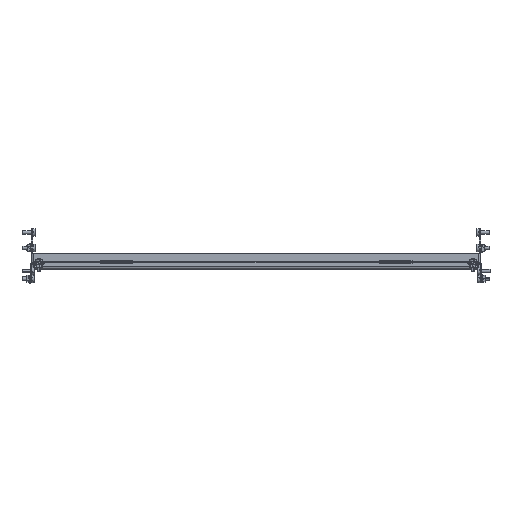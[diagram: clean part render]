
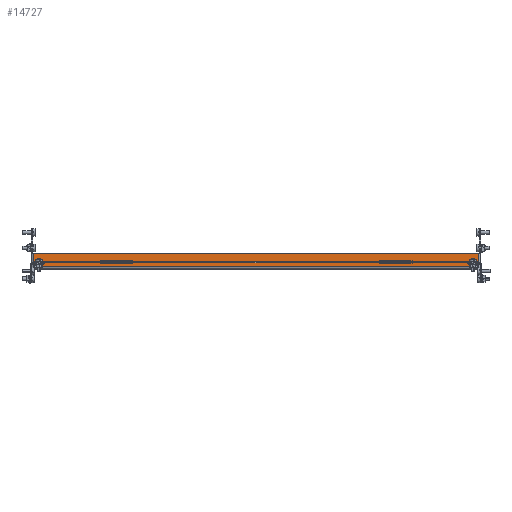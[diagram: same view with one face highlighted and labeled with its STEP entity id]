
A CAD part, front view. The second image highlights one B-rep face of the part: STEP entity #14727.
In plain terms, the highlighted face is planar.
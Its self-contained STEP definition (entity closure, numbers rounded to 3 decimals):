
#7 = CARTESIAN_POINT ( 'NONE',  ( 35., 65., -3.5 ) ) ;
#489 = ORIENTED_EDGE ( 'NONE', *, *, #25450, .F. ) ;
#939 = AXIS2_PLACEMENT_3D ( 'NONE', #46439, #9284, #3617 ) ;
#1199 = VERTEX_POINT ( 'NONE', #28143 ) ;
#1315 = LINE ( 'NONE', #25845, #6606 ) ;
#2096 = CARTESIAN_POINT ( 'NONE',  ( 35., 56., -110.5 ) ) ;
#2408 = EDGE_CURVE ( 'NONE', #53958, #32264, #37594, .T. ) ;
#3617 = DIRECTION ( 'NONE',  ( 0., 0., 1. ) ) ;
#4025 = CARTESIAN_POINT ( 'NONE',  ( 35., 65., -719.5 ) ) ;
#4416 = DIRECTION ( 'NONE',  ( 0., -1., 0. ) ) ;
#5724 = EDGE_CURVE ( 'NONE', #61881, #53958, #16745, .T. ) ;
#6068 = VERTEX_POINT ( 'NONE', #21704 ) ;
#6229 = VERTEX_POINT ( 'NONE', #13489 ) ;
#6231 = ORIENTED_EDGE ( 'NONE', *, *, #2408, .F. ) ;
#6606 = VECTOR ( 'NONE', #49456, 1000. ) ;
#8491 = CARTESIAN_POINT ( 'NONE',  ( 35., 56., -110.5 ) ) ;
#8642 = CARTESIAN_POINT ( 'NONE',  ( 35., 61.5, -719.5 ) ) ;
#8663 = LINE ( 'NONE', #13386, #16647 ) ;
#8936 = VECTOR ( 'NONE', #34288, 1000. ) ;
#9284 = DIRECTION ( 'NONE',  ( -1., 0., 0. ) ) ;
#9664 = CARTESIAN_POINT ( 'NONE',  ( 35., 56., -612.5 ) ) ;
#9850 = VECTOR ( 'NONE', #10255, 1000. ) ;
#10255 = DIRECTION ( 'NONE',  ( 0., 0., -1. ) ) ;
#11879 = VERTEX_POINT ( 'NONE', #24536 ) ;
#12159 = CARTESIAN_POINT ( 'NONE',  ( 35., 56., -560.5 ) ) ;
#12615 = ORIENTED_EDGE ( 'NONE', *, *, #38282, .F. ) ;
#12886 = VECTOR ( 'NONE', #21890, 1000. ) ;
#13386 = CARTESIAN_POINT ( 'NONE',  ( 35., 61.5, -719.5 ) ) ;
#13489 = CARTESIAN_POINT ( 'NONE',  ( 35., 56., -162.5 ) ) ;
#14000 = PLANE ( 'NONE',  #939 ) ;
#14084 = LINE ( 'NONE', #4025, #20706 ) ;
#14534 = EDGE_LOOP ( 'NONE', ( #489, #6231, #60947, #47699 ) ) ;
#14727 = ADVANCED_FACE ( 'NONE', ( #61507, #37314, #52384 ), #14000, .F. ) ;
#16647 = VECTOR ( 'NONE', #47676, 1000. ) ;
#16727 = EDGE_LOOP ( 'NONE', ( #46496, #50125, #22275, #33273 ) ) ;
#16745 = LINE ( 'NONE', #22698, #51953 ) ;
#16968 = EDGE_LOOP ( 'NONE', ( #42379, #55307, #12615, #57671 ) ) ;
#17229 = EDGE_CURVE ( 'NONE', #50578, #52301, #8663, .T. ) ;
#17371 = DIRECTION ( 'NONE',  ( 0., 0., -1. ) ) ;
#19045 = VECTOR ( 'NONE', #61108, 1000. ) ;
#20443 = VECTOR ( 'NONE', #57706, 1000. ) ;
#20706 = VECTOR ( 'NONE', #38011, 1000. ) ;
#21704 = CARTESIAN_POINT ( 'NONE',  ( 35., 52., -110.5 ) ) ;
#21890 = DIRECTION ( 'NONE',  ( 0., 0., 1. ) ) ;
#22275 = ORIENTED_EDGE ( 'NONE', *, *, #23462, .T. ) ;
#22698 = CARTESIAN_POINT ( 'NONE',  ( 35., 52., -612.5 ) ) ;
#23034 = LINE ( 'NONE', #27159, #19045 ) ;
#23462 = EDGE_CURVE ( 'NONE', #11879, #1199, #29146, .T. ) ;
#24415 = CARTESIAN_POINT ( 'NONE',  ( 35., 39.746, 0. ) ) ;
#24536 = CARTESIAN_POINT ( 'NONE',  ( 35., 39.746, -3.5 ) ) ;
#25450 = EDGE_CURVE ( 'NONE', #32264, #45638, #23034, .T. ) ;
#25845 = CARTESIAN_POINT ( 'NONE',  ( 35., 56., -110.5 ) ) ;
#27159 = CARTESIAN_POINT ( 'NONE',  ( 35., 56., -612.5 ) ) ;
#28143 = CARTESIAN_POINT ( 'NONE',  ( 35., 39.746, -719.5 ) ) ;
#29110 = DIRECTION ( 'NONE',  ( 0., 1., 0. ) ) ;
#29146 = LINE ( 'NONE', #24415, #9850 ) ;
#31525 = EDGE_CURVE ( 'NONE', #31667, #6068, #1315, .T. ) ;
#31667 = VERTEX_POINT ( 'NONE', #8491 ) ;
#32237 = EDGE_CURVE ( 'NONE', #1199, #50578, #14084, .T. ) ;
#32264 = VERTEX_POINT ( 'NONE', #9664 ) ;
#32676 = EDGE_CURVE ( 'NONE', #33022, #6229, #37319, .T. ) ;
#32872 = CARTESIAN_POINT ( 'NONE',  ( 35., 56., -612.5 ) ) ;
#33022 = VERTEX_POINT ( 'NONE', #47523 ) ;
#33063 = EDGE_CURVE ( 'NONE', #45638, #61881, #52237, .T. ) ;
#33273 = ORIENTED_EDGE ( 'NONE', *, *, #32237, .T. ) ;
#34032 = VECTOR ( 'NONE', #57877, 1000. ) ;
#34288 = DIRECTION ( 'NONE',  ( 0., 0., -1. ) ) ;
#34910 = VECTOR ( 'NONE', #4416, 1000. ) ;
#36286 = EDGE_CURVE ( 'NONE', #11879, #52301, #38697, .T. ) ;
#36841 = VECTOR ( 'NONE', #29110, 1000. ) ;
#37314 = FACE_BOUND ( 'NONE', #14534, .T. ) ;
#37319 = LINE ( 'NONE', #56487, #36841 ) ;
#37594 = LINE ( 'NONE', #32872, #20443 ) ;
#37729 = EDGE_CURVE ( 'NONE', #6229, #31667, #45204, .T. ) ;
#38011 = DIRECTION ( 'NONE',  ( 0., 1., 0. ) ) ;
#38282 = EDGE_CURVE ( 'NONE', #6068, #33022, #39006, .T. ) ;
#38697 = LINE ( 'NONE', #7, #34032 ) ;
#39006 = LINE ( 'NONE', #58180, #8936 ) ;
#41042 = CARTESIAN_POINT ( 'NONE',  ( 35., 52., -560.5 ) ) ;
#42379 = ORIENTED_EDGE ( 'NONE', *, *, #37729, .F. ) ;
#45204 = LINE ( 'NONE', #2096, #12886 ) ;
#45638 = VERTEX_POINT ( 'NONE', #12159 ) ;
#46439 = CARTESIAN_POINT ( 'NONE',  ( 35., 0., 0. ) ) ;
#46496 = ORIENTED_EDGE ( 'NONE', *, *, #17229, .T. ) ;
#47523 = CARTESIAN_POINT ( 'NONE',  ( 35., 52., -162.5 ) ) ;
#47676 = DIRECTION ( 'NONE',  ( 0., 0., 1. ) ) ;
#47699 = ORIENTED_EDGE ( 'NONE', *, *, #33063, .F. ) ;
#47818 = CARTESIAN_POINT ( 'NONE',  ( 35., 52., -612.5 ) ) ;
#47822 = CARTESIAN_POINT ( 'NONE',  ( 35., 56., -560.5 ) ) ;
#49456 = DIRECTION ( 'NONE',  ( 0., -1., 0. ) ) ;
#50125 = ORIENTED_EDGE ( 'NONE', *, *, #36286, .F. ) ;
#50578 = VERTEX_POINT ( 'NONE', #8642 ) ;
#51953 = VECTOR ( 'NONE', #17371, 1000. ) ;
#52237 = LINE ( 'NONE', #47822, #34910 ) ;
#52301 = VERTEX_POINT ( 'NONE', #62040 ) ;
#52384 = FACE_OUTER_BOUND ( 'NONE', #16727, .T. ) ;
#53958 = VERTEX_POINT ( 'NONE', #47818 ) ;
#55307 = ORIENTED_EDGE ( 'NONE', *, *, #32676, .F. ) ;
#56487 = CARTESIAN_POINT ( 'NONE',  ( 35., 56., -162.5 ) ) ;
#57671 = ORIENTED_EDGE ( 'NONE', *, *, #31525, .F. ) ;
#57706 = DIRECTION ( 'NONE',  ( 0., 1., 0. ) ) ;
#57877 = DIRECTION ( 'NONE',  ( 0., 1., 0. ) ) ;
#58180 = CARTESIAN_POINT ( 'NONE',  ( 35., 52., -110.5 ) ) ;
#60947 = ORIENTED_EDGE ( 'NONE', *, *, #5724, .F. ) ;
#61108 = DIRECTION ( 'NONE',  ( 0., 0., 1. ) ) ;
#61507 = FACE_BOUND ( 'NONE', #16968, .T. ) ;
#61881 = VERTEX_POINT ( 'NONE', #41042 ) ;
#62040 = CARTESIAN_POINT ( 'NONE',  ( 35., 61.5, -3.5 ) ) ;
